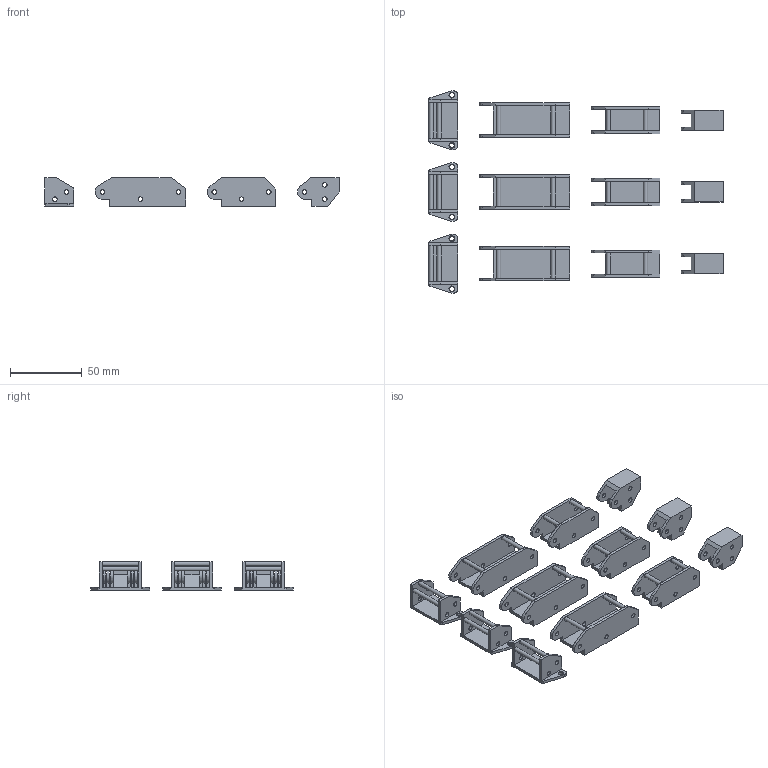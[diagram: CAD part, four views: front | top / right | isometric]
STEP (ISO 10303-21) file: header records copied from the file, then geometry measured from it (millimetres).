
FILE_DESCRIPTION(/* description */ (''),/* implementation_level */ '2;1');
FILE_NAME(/* name */ 'falanga plastic v22.step',/* time_stamp */ '2022-05-14T11:57:36+03:00',/* author */ (''),/* organization */ (''),/* preprocessor_version */ 'ST-DEVELOPER v18.1',/* originating_system */ 'Autodesk Translation Framework v10.13.0.1454',/* authorisation */ '');
FILE_SCHEMA (('AUTOMOTIVE_DESIGN { 1 0 10303 214 3 1 1 }'));
Length unit declared in the file: millimetre
Products named in the file (6): falanga plastic; Component2; Component3; Component4; Component5; Component6
Assembly tree (5 placements, depth 2):
  falanga plastic
    Component2
    Component3
    Component4
    Component5
    Component6
Bounding box: 205 x 141 x 20 mm (x, y, z)
Volume: 51367.9 mm3; surface area: 58159.6 mm2
Topology: 30 solids, 30 shells, 366 faces, 912 edges, 606 vertices
Faces by surface type: plane 240, cylinder 120, cone 6
Full cylindrical faces by diameter (mm): 3 x18, 3.2 x72
Entity records: 11340 total; most frequent: DIRECTION 1912, CARTESIAN_POINT 1895, ORIENTED_EDGE 1824, EDGE_CURVE 912, LINE 666, VECTOR 666, AXIS2_PLACEMENT_3D 623, VERTEX_POINT 606
